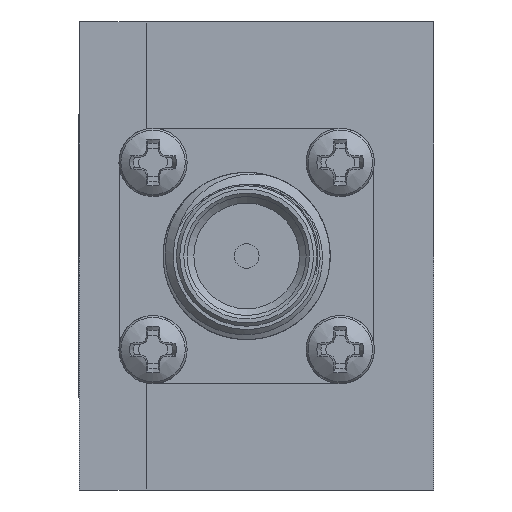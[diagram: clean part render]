
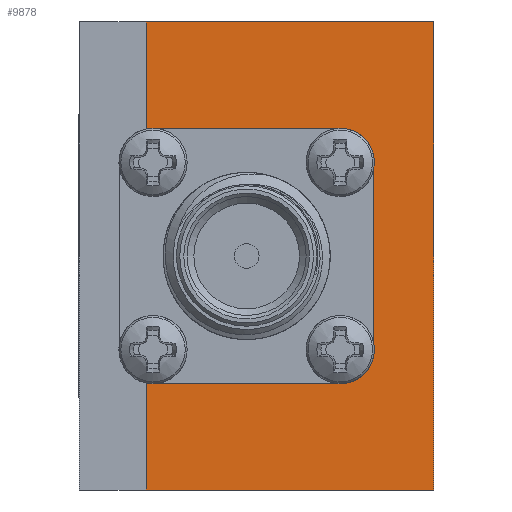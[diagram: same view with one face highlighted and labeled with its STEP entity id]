
A CAD part, left-side view. The second image highlights one B-rep face of the part: STEP entity #9878.
In plain terms, the highlighted planar face has unit normal (-1, 0, 0).
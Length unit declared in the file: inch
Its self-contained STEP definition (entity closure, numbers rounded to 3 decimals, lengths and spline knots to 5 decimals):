
#25 = AXIS2_PLACEMENT_3D ( 'NONE', #4617, #7311, #1815 ) ;
#90 = CARTESIAN_POINT ( 'NONE',  ( -0.63976, 0.155, 0.19 ) ) ;
#93 = CARTESIAN_POINT ( 'NONE',  ( -0.63976, -0.175, -0.14 ) ) ;
#239 = VERTEX_POINT ( 'NONE', #7703 ) ;
#247 = DIRECTION ( 'NONE',  ( 1., 0., 0. ) ) ;
#329 = DIRECTION ( 'NONE',  ( 1., 0., 0. ) ) ;
#395 = CARTESIAN_POINT ( 'NONE',  ( -0.63976, -0.125, 0.14 ) ) ;
#418 = CARTESIAN_POINT ( 'NONE',  ( -0.63976, -0.125, -0.14 ) ) ;
#596 = LINE ( 'NONE', #10686, #9594 ) ;
#696 = LINE ( 'NONE', #6698, #2882 ) ;
#1067 = CARTESIAN_POINT ( 'NONE',  ( -0.63976, -0.265, 0.35 ) ) ;
#1124 = DIRECTION ( 'NONE',  ( 0., 0., 1. ) ) ;
#1308 = ORIENTED_EDGE ( 'NONE', *, *, #11744, .F. ) ;
#1371 = CARTESIAN_POINT ( 'NONE',  ( -0.63976, 0.155, -0.19 ) ) ;
#1637 = DIRECTION ( 'NONE',  ( 0., 0., -1. ) ) ;
#1730 = VERTEX_POINT ( 'NONE', #90 ) ;
#1815 = DIRECTION ( 'NONE',  ( 0., 0., -1. ) ) ;
#1982 = LINE ( 'NONE', #7208, #8808 ) ;
#2032 = EDGE_LOOP ( 'NONE', ( #2896, #6851, #1308, #8446, #6198, #7639, #8488, #11917, #4162, #6970, #9911, #3619 ) ) ;
#2071 = CARTESIAN_POINT ( 'NONE',  ( -0.63976, 0.165, 0.18899 ) ) ;
#2305 = AXIS2_PLACEMENT_3D ( 'NONE', #10320, #247, #6758 ) ;
#2324 = EDGE_CURVE ( 'NONE', #239, #7226, #596, .T. ) ;
#2556 = AXIS2_PLACEMENT_3D ( 'NONE', #418, #329, #11606 ) ;
#2607 = VERTEX_POINT ( 'NONE', #93 ) ;
#2882 = VECTOR ( 'NONE', #5677, 39.37008 ) ;
#2896 = ORIENTED_EDGE ( 'NONE', *, *, #9083, .F. ) ;
#3248 = EDGE_CURVE ( 'NONE', #11239, #1730, #3737, .T. ) ;
#3289 = LINE ( 'NONE', #5749, #3565 ) ;
#3459 = EDGE_CURVE ( 'NONE', #7797, #7226, #1982, .T. ) ;
#3565 = VECTOR ( 'NONE', #1124, 39.37008 ) ;
#3619 = ORIENTED_EDGE ( 'NONE', *, *, #6303, .T. ) ;
#3660 = CARTESIAN_POINT ( 'NONE',  ( -0.63976, -0.175, -0.19 ) ) ;
#3737 = CIRCLE ( 'NONE', #2305, 0.05 ) ;
#4009 = LINE ( 'NONE', #5094, #4861 ) ;
#4035 = CARTESIAN_POINT ( 'NONE',  ( -0.63976, -0.175, -0.19 ) ) ;
#4086 = EDGE_CURVE ( 'NONE', #7443, #6963, #7928, .T. ) ;
#4162 = ORIENTED_EDGE ( 'NONE', *, *, #5079, .F. ) ;
#4507 = CARTESIAN_POINT ( 'NONE',  ( -0.63976, 0.165, -0.18899 ) ) ;
#4617 = CARTESIAN_POINT ( 'NONE',  ( -0.63976, 0.155, -0.14 ) ) ;
#4814 = AXIS2_PLACEMENT_3D ( 'NONE', #395, #5922, #10630 ) ;
#4824 = VERTEX_POINT ( 'NONE', #5388 ) ;
#4861 = VECTOR ( 'NONE', #5989, 39.37008 ) ;
#5079 = EDGE_CURVE ( 'NONE', #6754, #1730, #4009, .T. ) ;
#5094 = CARTESIAN_POINT ( 'NONE',  ( -0.63976, -0.175, 0.19 ) ) ;
#5175 = DIRECTION ( 'NONE',  ( 0., -1., 0. ) ) ;
#5373 = LINE ( 'NONE', #1067, #7552 ) ;
#5388 = CARTESIAN_POINT ( 'NONE',  ( -0.63976, -0.175, 0.14 ) ) ;
#5416 = EDGE_CURVE ( 'NONE', #11239, #10306, #3289, .T. ) ;
#5677 = DIRECTION ( 'NONE',  ( 0., 0., 1. ) ) ;
#5749 = CARTESIAN_POINT ( 'NONE',  ( -0.63976, 0.165, 0.35 ) ) ;
#5811 = DIRECTION ( 'NONE',  ( 0., 0., -1. ) ) ;
#5922 = DIRECTION ( 'NONE',  ( 1., 0., 0. ) ) ;
#5936 = CARTESIAN_POINT ( 'NONE',  ( -0.63976, -0.125, 0.19 ) ) ;
#5989 = DIRECTION ( 'NONE',  ( 0., 1., 0. ) ) ;
#6198 = ORIENTED_EDGE ( 'NONE', *, *, #3459, .F. ) ;
#6303 = EDGE_CURVE ( 'NONE', #2607, #8405, #10073, .T. ) ;
#6388 = FACE_OUTER_BOUND ( 'NONE', #2032, .T. ) ;
#6698 = CARTESIAN_POINT ( 'NONE',  ( -0.63976, 0.165, 0.35 ) ) ;
#6754 = VERTEX_POINT ( 'NONE', #5936 ) ;
#6758 = DIRECTION ( 'NONE',  ( 0., 0., -1. ) ) ;
#6851 = ORIENTED_EDGE ( 'NONE', *, *, #4086, .T. ) ;
#6963 = VERTEX_POINT ( 'NONE', #4507 ) ;
#6970 = ORIENTED_EDGE ( 'NONE', *, *, #9233, .T. ) ;
#7208 = CARTESIAN_POINT ( 'NONE',  ( -0.63976, -0.265, 0.35 ) ) ;
#7226 = VERTEX_POINT ( 'NONE', #10294 ) ;
#7311 = DIRECTION ( 'NONE',  ( 1., 0., 0. ) ) ;
#7443 = VERTEX_POINT ( 'NONE', #1371 ) ;
#7552 = VECTOR ( 'NONE', #10516, 39.37008 ) ;
#7639 = ORIENTED_EDGE ( 'NONE', *, *, #10561, .F. ) ;
#7682 = PLANE ( 'NONE',  #10971 ) ;
#7703 = CARTESIAN_POINT ( 'NONE',  ( -0.63976, 0.165, -0.35 ) ) ;
#7797 = VERTEX_POINT ( 'NONE', #9818 ) ;
#7928 = CIRCLE ( 'NONE', #25, 0.05 ) ;
#8204 = CARTESIAN_POINT ( 'NONE',  ( -0.63976, -0.125, -0.19 ) ) ;
#8388 = CARTESIAN_POINT ( 'NONE',  ( -0.63976, 0.165, 0.35 ) ) ;
#8405 = VERTEX_POINT ( 'NONE', #8204 ) ;
#8446 = ORIENTED_EDGE ( 'NONE', *, *, #2324, .T. ) ;
#8488 = ORIENTED_EDGE ( 'NONE', *, *, #5416, .F. ) ;
#8733 = VECTOR ( 'NONE', #11081, 39.37008 ) ;
#8808 = VECTOR ( 'NONE', #1637, 39.37008 ) ;
#9083 = EDGE_CURVE ( 'NONE', #7443, #8405, #11189, .T. ) ;
#9233 = EDGE_CURVE ( 'NONE', #6754, #4824, #9591, .T. ) ;
#9591 = CIRCLE ( 'NONE', #4814, 0.05 ) ;
#9594 = VECTOR ( 'NONE', #5175, 39.37008 ) ;
#9818 = CARTESIAN_POINT ( 'NONE',  ( -0.63976, -0.265, 0.35 ) ) ;
#9878 = ADVANCED_FACE ( 'NONE', ( #6388 ), #7682, .F. ) ;
#9911 = ORIENTED_EDGE ( 'NONE', *, *, #10000, .F. ) ;
#10000 = EDGE_CURVE ( 'NONE', #2607, #4824, #12020, .T. ) ;
#10073 = CIRCLE ( 'NONE', #2556, 0.05 ) ;
#10167 = VECTOR ( 'NONE', #10384, 39.37008 ) ;
#10294 = CARTESIAN_POINT ( 'NONE',  ( -0.63976, -0.265, -0.35 ) ) ;
#10306 = VERTEX_POINT ( 'NONE', #8388 ) ;
#10320 = CARTESIAN_POINT ( 'NONE',  ( -0.63976, 0.155, 0.14 ) ) ;
#10384 = DIRECTION ( 'NONE',  ( 0., 0., 1. ) ) ;
#10472 = CARTESIAN_POINT ( 'NONE',  ( -0.63976, -0.265, 0.35 ) ) ;
#10516 = DIRECTION ( 'NONE',  ( 0., -1., 0. ) ) ;
#10561 = EDGE_CURVE ( 'NONE', #10306, #7797, #5373, .T. ) ;
#10630 = DIRECTION ( 'NONE',  ( 0., 0., -1. ) ) ;
#10686 = CARTESIAN_POINT ( 'NONE',  ( -0.63976, -0.265, -0.35 ) ) ;
#10971 = AXIS2_PLACEMENT_3D ( 'NONE', #10472, #11443, #5811 ) ;
#11081 = DIRECTION ( 'NONE',  ( 0., -1., 0. ) ) ;
#11189 = LINE ( 'NONE', #3660, #8733 ) ;
#11239 = VERTEX_POINT ( 'NONE', #2071 ) ;
#11443 = DIRECTION ( 'NONE',  ( 1., 0., 0. ) ) ;
#11606 = DIRECTION ( 'NONE',  ( 0., 0., -1. ) ) ;
#11744 = EDGE_CURVE ( 'NONE', #239, #6963, #696, .T. ) ;
#11917 = ORIENTED_EDGE ( 'NONE', *, *, #3248, .T. ) ;
#12020 = LINE ( 'NONE', #4035, #10167 ) ;
